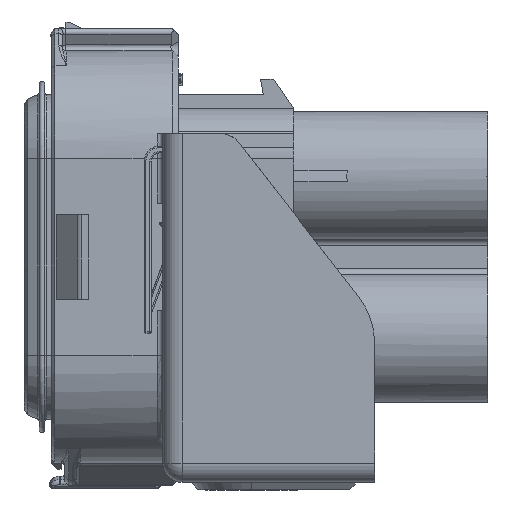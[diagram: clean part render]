
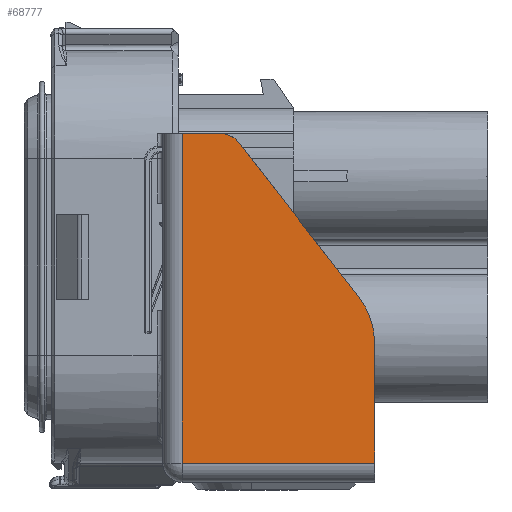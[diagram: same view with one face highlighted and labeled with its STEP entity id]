
A CAD part, left-side view. The second image highlights one B-rep face of the part: STEP entity #68777.
In plain terms, the highlighted planar face has unit normal (-1, 0, 0).
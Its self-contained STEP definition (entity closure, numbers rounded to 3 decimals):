
#18830=DIRECTION('',(0.,0.,1.));
#18831=VECTOR('',#18830,15.5);
#18832=CARTESIAN_POINT('',(-81.5,-36.,-26.75));
#18833=LINE('',#18832,#18831);
#18886=DIRECTION('',(0.,0.,1.));
#18887=VECTOR('',#18886,42.75);
#18888=CARTESIAN_POINT('',(-81.5,-11.,-26.75));
#18889=LINE('',#18888,#18887);
#18890=CARTESIAN_POINT('',(-81.5,-16.,13.));
#18891=DIRECTION('',(1.,0.,0.));
#18892=DIRECTION('',(0.,0.,1.));
#18893=AXIS2_PLACEMENT_3D('',#18890,#18891,#18892);
#18895=DIRECTION('',(0.,-0.614,-0.789));
#18896=VECTOR('',#18895,25.28);
#18897=CARTESIAN_POINT('',(-81.5,-18.368,14.842));
#18898=LINE('',#18897,#18896);
#18899=CARTESIAN_POINT('',(-81.5,-26.,-11.25));
#18900=DIRECTION('',(1.,0.,0.));
#18901=DIRECTION('',(0.,-0.789,0.614));
#18902=AXIS2_PLACEMENT_3D('',#18899,#18900,#18901);
#18904=DIRECTION('',(0.,-1.,0.));
#18905=VECTOR('',#18904,25.);
#18906=CARTESIAN_POINT('',(-81.5,-11.,-26.75));
#18907=LINE('',#18906,#18905);
#18913=DIRECTION('',(0.,1.,0.));
#18914=VECTOR('',#18913,5.);
#18915=CARTESIAN_POINT('',(-81.5,-16.,16.));
#18916=LINE('',#18915,#18914);
#36185=CARTESIAN_POINT('',(-81.5,-18.368,14.842));
#36186=CARTESIAN_POINT('',(-81.5,-33.892,-5.109));
#36187=VERTEX_POINT('',#36185);
#36188=VERTEX_POINT('',#36186);
#36189=CARTESIAN_POINT('',(-81.5,-16.,16.));
#36190=VERTEX_POINT('',#36189);
#36191=CARTESIAN_POINT('',(-81.5,-36.,-11.25));
#36192=VERTEX_POINT('',#36191);
#36201=CARTESIAN_POINT('',(-81.5,-36.,-26.75));
#36203=VERTEX_POINT('',#36201);
#36208=CARTESIAN_POINT('',(-81.5,-11.,16.));
#36210=VERTEX_POINT('',#36208);
#36211=CARTESIAN_POINT('',(-81.5,-11.,-26.75));
#36212=VERTEX_POINT('',#36211);
#68758=CARTESIAN_POINT('',(-81.5,-36.,-29.25));
#68759=DIRECTION('',(1.,0.,0.));
#68760=DIRECTION('',(0.,0.,1.));
#68761=AXIS2_PLACEMENT_3D('',#68758,#68759,#68760);
#68762=PLANE('',#68761);
#68764=ORIENTED_EDGE('',*,*,#68763,.T.);
#68766=ORIENTED_EDGE('',*,*,#68765,.F.);
#68768=ORIENTED_EDGE('',*,*,#68767,.T.);
#68770=ORIENTED_EDGE('',*,*,#68769,.T.);
#68772=ORIENTED_EDGE('',*,*,#68771,.T.);
#68773=ORIENTED_EDGE('',*,*,#68621,.F.);
#68774=ORIENTED_EDGE('',*,*,#68750,.F.);
#68775=EDGE_LOOP('',(#68764,#68766,#68768,#68770,#68772,#68773,#68774));
#68776=FACE_OUTER_BOUND('',#68775,.F.);
#68777=ADVANCED_FACE('',(#68776),#68762,.F.);
#18894=CIRCLE('',#18893,3.);
#18903=CIRCLE('',#18902,10.);
#68621=EDGE_CURVE('',#36203,#36192,#18833,.T.);
#68750=EDGE_CURVE('',#36212,#36203,#18907,.T.);
#68763=EDGE_CURVE('',#36212,#36210,#18889,.T.);
#68765=EDGE_CURVE('',#36190,#36210,#18916,.T.);
#68767=EDGE_CURVE('',#36190,#36187,#18894,.T.);
#68769=EDGE_CURVE('',#36187,#36188,#18898,.T.);
#68771=EDGE_CURVE('',#36188,#36192,#18903,.T.);
